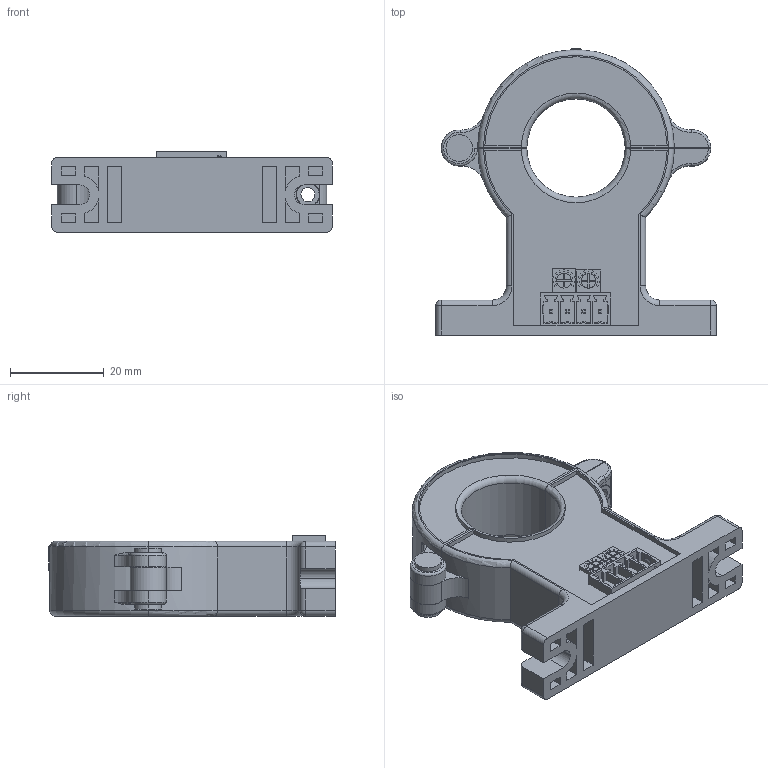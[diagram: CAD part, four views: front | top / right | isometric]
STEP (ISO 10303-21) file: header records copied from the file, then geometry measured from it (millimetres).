
FILE_DESCRIPTION (( 'STEP AP214' ), '1' );
FILE_NAME ('HAK21.STEP', '2023-01-04T08:36:55', ( '' ), ( '' ), 'SwSTEP 2.0', 'SolidWorks 2020', '' );
FILE_SCHEMA (( 'AUTOMOTIVE_DESIGN' ));
Length unit declared in the file: millimetre
Products named in the file (10): 錨璃4^HAK21-YK-21.STEP; 錨璃3^HAK21-YK-21.STEP; 15EDGVC-3.5-04P-14-00A(H).stp; DWQ; YK-21-_________-1.STEP; YK-21-_________.STEP; YK-21-_________-0.STEP; 錨璃2^HAK21-YK-21.STEP; 錨璃1^HAK21-YK-21.STEP; HAK21
Assembly tree (10 placements, depth 2):
  HAK21
    YK-21-_________.STEP
    YK-21-_________-0.STEP
    YK-21-_________-1.STEP
    15EDGVC-3.5-04P-14-00A(H).stp
    錨璃1^HAK21-YK-21.STEP
    錨璃2^HAK21-YK-21.STEP
    DWQ  x2
    錨璃3^HAK21-YK-21.STEP
    錨璃4^HAK21-YK-21.STEP
Bounding box: 60 x 61.22 x 17.16 mm (x, y, z)
Volume: 24827.3 mm3; surface area: 22144 mm2
Topology: 10 solids, 10 shells, 1100 faces, 2980 edges, 1958 vertices
Faces by surface type: plane 886, cylinder 165, torus 28, cone 17, sphere 4
Entity records: 32412 total; most frequent: CARTESIAN_POINT 5934, ORIENTED_EDGE 5532, DIRECTION 5227, EDGE_CURVE 2766, LINE 2315, VECTOR 2315, VERTEX_POINT 1818, AXIS2_PLACEMENT_3D 1456
